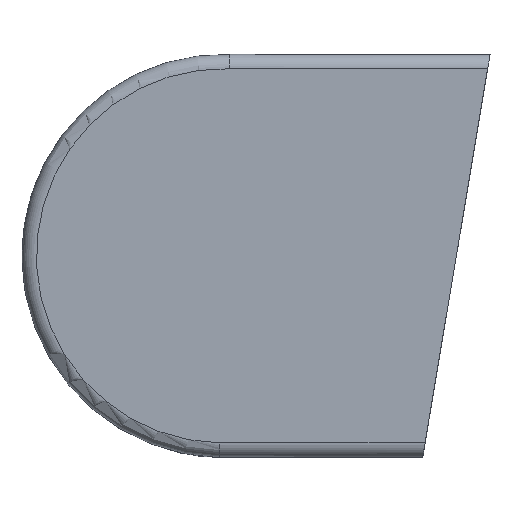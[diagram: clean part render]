
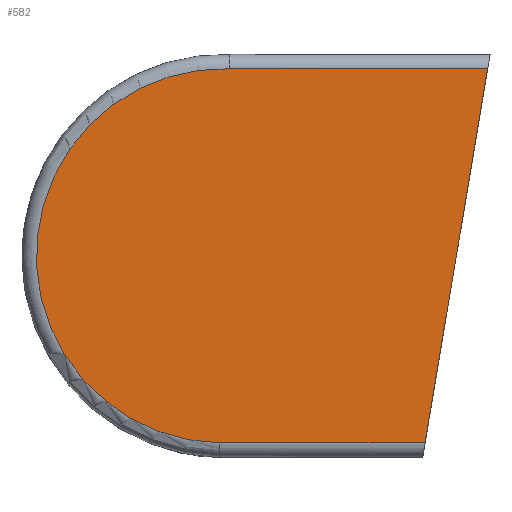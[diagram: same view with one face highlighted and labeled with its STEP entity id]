
A CAD part, top view. The second image highlights one B-rep face of the part: STEP entity #582.
In plain terms, the highlighted planar face has unit normal (0, 0, 1).
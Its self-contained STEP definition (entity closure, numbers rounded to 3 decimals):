
#28 = ORIENTED_EDGE ( 'NONE', *, *, #1011, .T. ) ;
#62 = DIRECTION ( 'NONE',  ( -1., 0., 0. ) ) ;
#64 = EDGE_CURVE ( 'NONE', #609, #959, #1356, .T. ) ;
#93 = AXIS2_PLACEMENT_3D ( 'NONE', #1194, #1089, #1081 ) ;
#106 = DIRECTION ( 'NONE',  ( 1., 0., 0. ) ) ;
#152 = DIRECTION ( 'NONE',  ( 0.165, 0.986, 0. ) ) ;
#180 = LINE ( 'NONE', #836, #925 ) ;
#231 = CARTESIAN_POINT ( 'NONE',  ( -17.435, -40.436, 51.1 ) ) ;
#306 = VECTOR ( 'NONE', #106, 1000. ) ;
#353 = LINE ( 'NONE', #1426, #306 ) ;
#373 = DIRECTION ( 'NONE',  ( 1., 0., 0. ) ) ;
#468 = LINE ( 'NONE', #709, #1269 ) ;
#474 = PLANE ( 'NONE',  #853 ) ;
#487 = CARTESIAN_POINT ( 'NONE',  ( -16.105, 24.693, 51.1 ) ) ;
#547 = VERTEX_POINT ( 'NONE', #818 ) ;
#582 = ADVANCED_FACE ( 'NONE', ( #1040 ), #474, .T. ) ;
#609 = VERTEX_POINT ( 'NONE', #1054 ) ;
#644 = EDGE_CURVE ( 'NONE', #1038, #609, #180, .T. ) ;
#692 = DIRECTION ( 'NONE',  ( 0., 0., 1. ) ) ;
#709 = CARTESIAN_POINT ( 'NONE',  ( 53.231, -45.436, 51.1 ) ) ;
#818 = CARTESIAN_POINT ( 'NONE',  ( 54.066, -40.436, 51.1 ) ) ;
#836 = CARTESIAN_POINT ( 'NONE',  ( -14.023, 89.805, 51.1 ) ) ;
#853 = AXIS2_PLACEMENT_3D ( 'NONE', #487, #692, #373 ) ;
#890 = ORIENTED_EDGE ( 'NONE', *, *, #644, .T. ) ;
#913 = CARTESIAN_POINT ( 'NONE',  ( 75.816, 89.805, 51.1 ) ) ;
#925 = VECTOR ( 'NONE', #62, 1000. ) ;
#959 = VERTEX_POINT ( 'NONE', #231 ) ;
#1011 = EDGE_CURVE ( 'NONE', #547, #1038, #468, .T. ) ;
#1038 = VERTEX_POINT ( 'NONE', #913 ) ;
#1040 = FACE_OUTER_BOUND ( 'NONE', #1170, .T. ) ;
#1054 = CARTESIAN_POINT ( 'NONE',  ( -14.099, 89.805, 51.1 ) ) ;
#1081 = DIRECTION ( 'NONE',  ( 1., 0., 0. ) ) ;
#1089 = DIRECTION ( 'NONE',  ( 0., 0., 1. ) ) ;
#1170 = EDGE_LOOP ( 'NONE', ( #28, #890, #1379, #1346 ) ) ;
#1194 = CARTESIAN_POINT ( 'NONE',  ( -16.105, 24.693, 51.1 ) ) ;
#1269 = VECTOR ( 'NONE', #152, 1000. ) ;
#1295 = EDGE_CURVE ( 'NONE', #959, #547, #353, .T. ) ;
#1346 = ORIENTED_EDGE ( 'NONE', *, *, #1295, .T. ) ;
#1356 = CIRCLE ( 'NONE', #93, 65.143 ) ;
#1379 = ORIENTED_EDGE ( 'NONE', *, *, #64, .T. ) ;
#1426 = CARTESIAN_POINT ( 'NONE',  ( 53.231, -40.436, 51.1 ) ) ;
